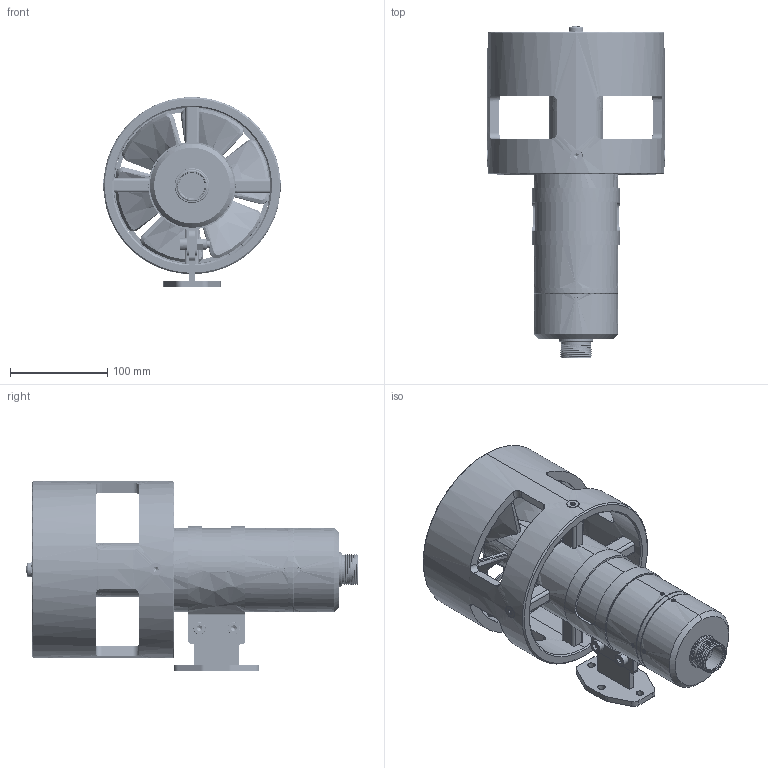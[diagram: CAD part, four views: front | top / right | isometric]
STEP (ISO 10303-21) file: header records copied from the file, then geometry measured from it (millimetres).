
FILE_DESCRIPTION(('FreeCAD Model'),'2;1');
FILE_NAME('Open CASCADE Shape Model','2025-05-03T08:04:26',('FreeCAD'),( 'FreeCAD'),'Open CASCADE STEP processor 7.6','FreeCAD','Unknown');
FILE_SCHEMA(('AUTOMOTIVE_DESIGN { 1 0 10303 214 1 1 1 1 }'));
Products named in the file (1): Open CASCADE STEP translator 7.6 1
Bounding box: 182.58 x 342.21 x 195.7 mm (x, y, z)
Volume: 1625622.1 mm3; surface area: 689740 mm2
Topology: 45 solids, 45 shells, 1949 faces, 4851 edges, 3040 vertices
Faces by surface type: bspline 1949
Entity records: 111301 total; most frequent: CARTESIAN_POINT 84174, ORIENTED_EDGE 9630, EDGE_CURVE 4815, VERTEX_POINT 3040, B_SPLINE_CURVE_WITH_KNOTS 2687, FACE_BOUND 2191, EDGE_LOOP 2191, ADVANCED_FACE 1949
